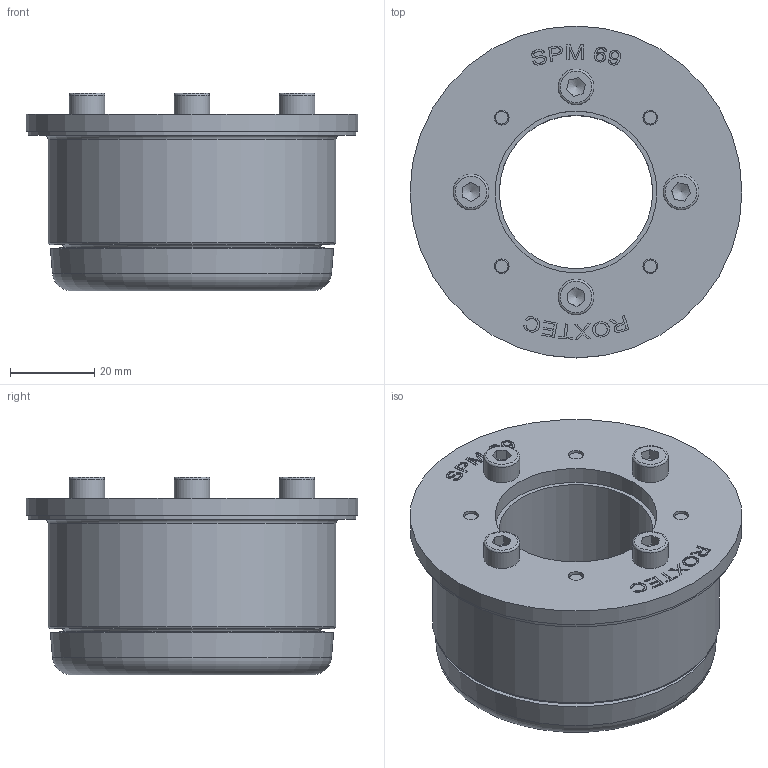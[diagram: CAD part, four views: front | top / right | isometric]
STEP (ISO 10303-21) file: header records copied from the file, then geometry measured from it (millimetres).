
FILE_DESCRIPTION((''),'2;1');
FILE_NAME('SPM69.stp','2016-02-02T11:18:36',(''),(''),'Autodesk Inventor 2013','Autodesk Inventor 2013','');
FILE_SCHEMA(('AUTOMOTIVE_DESIGN { 1 0 10303 214 1 1 1 1 }'));
Length unit declared in the file: millimetre
Products named in the file (6): SPM-Iassembly; 100-053915; 100-053916; 100-053917; 100-053918; 100-033983
Assembly tree (8 placements, depth 3):
  SPM-Iassembly
    100-053915
      100-053916
      100-053917
      100-053918
      100-033983  x4
Bounding box: 79 x 79 x 47 mm (x, y, z)
Volume: 113202.5 mm3; surface area: 41232.7 mm2
Topology: 7 solids, 7 shells, 332 faces, 829 edges, 542 vertices
Faces by surface type: plane 155, bspline 96, cylinder 43, cone 20, torus 18
Full cylindrical faces by diameter (mm): 3 x4, 3.5 x4, 4.4 x4, 4.5 x4, 4.9 x8, 5 x5, 5.3 x4, 8.5 x4, 36.5 x1, 38.5 x2, 68.5 x1, 78 x1, 79 x1
Entity records: 8998 total; most frequent: CARTESIAN_POINT 2714, ORIENTED_EDGE 1314, DIRECTION 961, EDGE_CURVE 657, VERTEX_POINT 469, EDGE_LOOP 416, VECTOR 365, LINE 365
